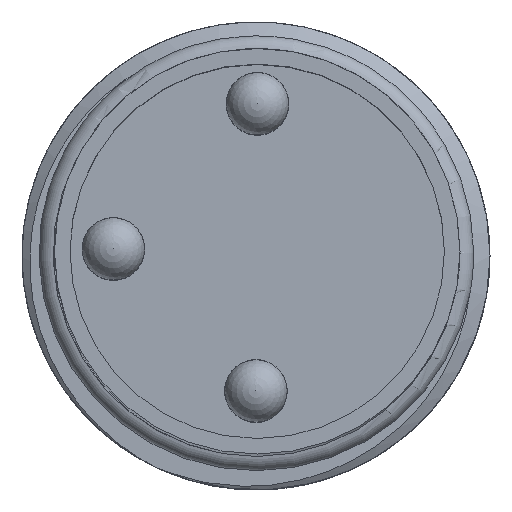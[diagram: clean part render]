
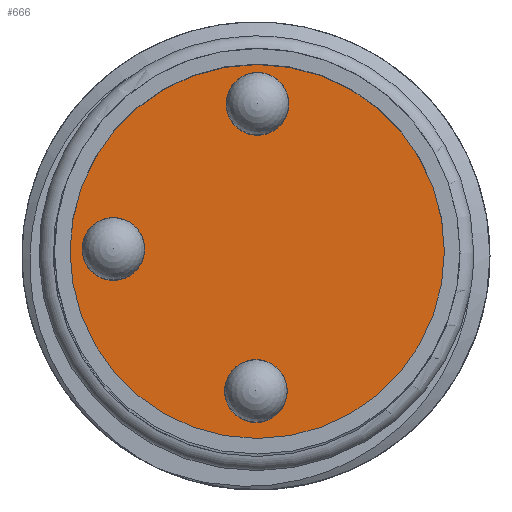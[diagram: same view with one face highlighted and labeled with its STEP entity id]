
A CAD part, top view. The second image highlights one B-rep face of the part: STEP entity #666.
In plain terms, the highlighted planar face has unit normal (0, 0, 1).
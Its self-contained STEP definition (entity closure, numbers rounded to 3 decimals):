
#60=FACE_BOUND('',#172,.T.);
#61=FACE_BOUND('',#173,.T.);
#62=FACE_BOUND('',#174,.T.);
#76=PLANE('',#771);
#117=FACE_OUTER_BOUND('',#171,.T.);
#171=EDGE_LOOP('',(#591));
#172=EDGE_LOOP('',(#592));
#173=EDGE_LOOP('',(#593));
#174=EDGE_LOOP('',(#594));
#254=CIRCLE('',#752,0.5);
#259=CIRCLE('',#760,3.);
#263=CIRCLE('',#770,0.5);
#264=CIRCLE('',#772,0.5);
#318=VERTEX_POINT('',#1846);
#323=VERTEX_POINT('',#1860);
#327=VERTEX_POINT('',#1879);
#328=VERTEX_POINT('',#1883);
#401=EDGE_CURVE('',#318,#318,#254,.T.);
#407=EDGE_CURVE('',#323,#323,#259,.T.);
#416=EDGE_CURVE('',#327,#327,#263,.T.);
#418=EDGE_CURVE('',#328,#328,#264,.T.);
#591=ORIENTED_EDGE('',*,*,#407,.F.);
#592=ORIENTED_EDGE('',*,*,#418,.T.);
#593=ORIENTED_EDGE('',*,*,#416,.F.);
#594=ORIENTED_EDGE('',*,*,#401,.F.);
#666=ADVANCED_FACE('',(#117,#60,#61,#62),#76,.T.);
#752=AXIS2_PLACEMENT_3D('',#1847,#910,#911);
#760=AXIS2_PLACEMENT_3D('',#1861,#927,#928);
#770=AXIS2_PLACEMENT_3D('',#1880,#952,#953);
#771=AXIS2_PLACEMENT_3D('',#1882,#955,#956);
#772=AXIS2_PLACEMENT_3D('',#1884,#957,#958);
#910=DIRECTION('center_axis',(0.,0.,1.));
#911=DIRECTION('ref_axis',(-1.,0.,0.));
#927=DIRECTION('center_axis',(0.,0.,-1.));
#928=DIRECTION('ref_axis',(1.,0.,0.));
#952=DIRECTION('center_axis',(0.,0.,1.));
#953=DIRECTION('ref_axis',(-1.,0.,0.));
#955=DIRECTION('center_axis',(0.,0.,1.));
#956=DIRECTION('ref_axis',(1.,0.,0.));
#957=DIRECTION('center_axis',(0.,0.,-1.));
#958=DIRECTION('ref_axis',(-1.,0.,0.));
#1846=CARTESIAN_POINT('',(-0.609,2.238,55.96));
#1847=CARTESIAN_POINT('Origin',(-1.109,2.238,55.96));
#1860=CARTESIAN_POINT('',(-4.113,-0.127,55.96));
#1861=CARTESIAN_POINT('Origin',(-1.113,-0.127,55.96));
#1879=CARTESIAN_POINT('',(-0.634,-2.364,55.96));
#1880=CARTESIAN_POINT('Origin',(-1.134,-2.364,55.96));
#1882=CARTESIAN_POINT('Origin',(-1.11,-0.079,55.96));
#1883=CARTESIAN_POINT('',(-2.919,-0.088,55.96));
#1884=CARTESIAN_POINT('Origin',(-3.419,-0.088,55.96));
